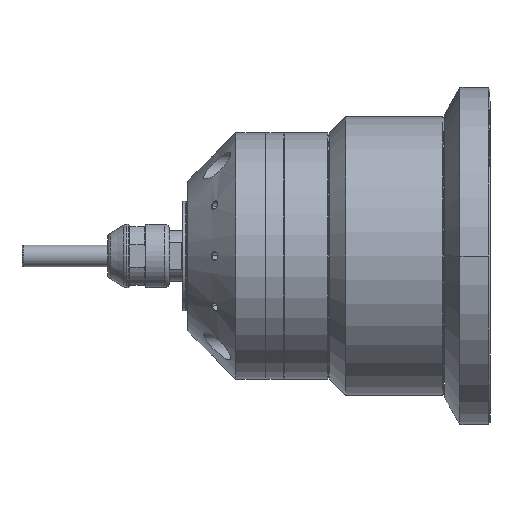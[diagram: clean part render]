
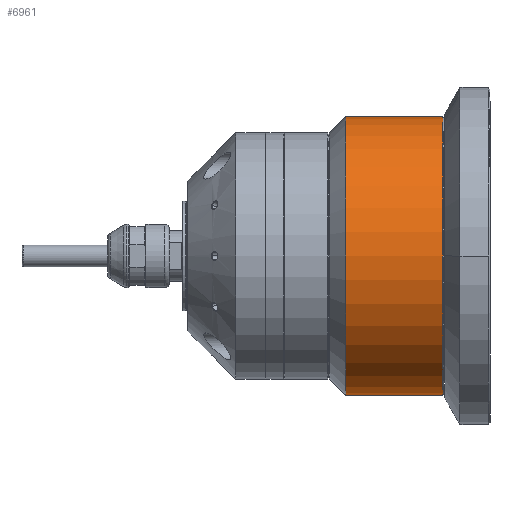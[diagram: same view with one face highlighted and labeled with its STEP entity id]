
A CAD part, front view. The second image highlights one B-rep face of the part: STEP entity #6961.
In plain terms, the highlighted cylindrical face has radius 26 mm (diameter 52 mm), a partial arc.
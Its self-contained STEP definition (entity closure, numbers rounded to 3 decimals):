
#265 = CYLINDRICAL_SURFACE ( 'NONE', #7025, 26. ) ;
#430 = ORIENTED_EDGE ( 'NONE', *, *, #14873, .T. ) ;
#603 = CARTESIAN_POINT ( 'NONE',  ( 47.7, 0., -26. ) ) ;
#670 = CARTESIAN_POINT ( 'NONE',  ( 47.7, 0., 0. ) ) ;
#1751 = VERTEX_POINT ( 'NONE', #11635 ) ;
#1985 = CARTESIAN_POINT ( 'NONE',  ( 17.372, 0., -26. ) ) ;
#2622 = VECTOR ( 'NONE', #7102, 1000. ) ;
#4085 = EDGE_CURVE ( 'NONE', #5645, #11981, #15679, .T. ) ;
#5509 = DIRECTION ( 'NONE',  ( 0., 0., 1. ) ) ;
#5554 = CARTESIAN_POINT ( 'NONE',  ( 17.372, 0., 0. ) ) ;
#5644 = DIRECTION ( 'NONE',  ( 1., 0., 0. ) ) ;
#5645 = VERTEX_POINT ( 'NONE', #12336 ) ;
#6029 = ORIENTED_EDGE ( 'NONE', *, *, #7572, .T. ) ;
#6390 = DIRECTION ( 'NONE',  ( 0., 0., 1. ) ) ;
#6544 = CIRCLE ( 'NONE', #7552, 26. ) ;
#6558 = DIRECTION ( 'NONE',  ( -1., 0., 0. ) ) ;
#6835 = FACE_OUTER_BOUND ( 'NONE', #8506, .T. ) ;
#6961 = ADVANCED_FACE ( 'NONE', ( #6835 ), #265, .T. ) ;
#7025 = AXIS2_PLACEMENT_3D ( 'NONE', #5554, #10490, #6390 ) ;
#7102 = DIRECTION ( 'NONE',  ( 1., 0., 0. ) ) ;
#7552 = AXIS2_PLACEMENT_3D ( 'NONE', #670, #6558, #5509 ) ;
#7572 = EDGE_CURVE ( 'NONE', #1751, #9570, #14152, .T. ) ;
#7628 = CIRCLE ( 'NONE', #8900, 26. ) ;
#8506 = EDGE_LOOP ( 'NONE', ( #10981, #6029, #430, #13347 ) ) ;
#8900 = AXIS2_PLACEMENT_3D ( 'NONE', #12028, #14327, #15593 ) ;
#9217 = VECTOR ( 'NONE', #5644, 1000. ) ;
#9570 = VERTEX_POINT ( 'NONE', #603 ) ;
#10490 = DIRECTION ( 'NONE',  ( 1., 0., 0. ) ) ;
#10981 = ORIENTED_EDGE ( 'NONE', *, *, #13059, .F. ) ;
#11524 = CARTESIAN_POINT ( 'NONE',  ( 47.7, 0., 26. ) ) ;
#11635 = CARTESIAN_POINT ( 'NONE',  ( 29.5, 0., -26. ) ) ;
#11981 = VERTEX_POINT ( 'NONE', #11524 ) ;
#12028 = CARTESIAN_POINT ( 'NONE',  ( 29.5, 0., 0. ) ) ;
#12110 = CARTESIAN_POINT ( 'NONE',  ( 17.372, 0., 26. ) ) ;
#12336 = CARTESIAN_POINT ( 'NONE',  ( 29.5, 0., 26. ) ) ;
#13059 = EDGE_CURVE ( 'NONE', #1751, #5645, #7628, .T. ) ;
#13347 = ORIENTED_EDGE ( 'NONE', *, *, #4085, .F. ) ;
#14152 = LINE ( 'NONE', #1985, #9217 ) ;
#14327 = DIRECTION ( 'NONE',  ( -1., 0., 0. ) ) ;
#14873 = EDGE_CURVE ( 'NONE', #9570, #11981, #6544, .T. ) ;
#15593 = DIRECTION ( 'NONE',  ( 0., 0., 1. ) ) ;
#15679 = LINE ( 'NONE', #12110, #2622 ) ;
